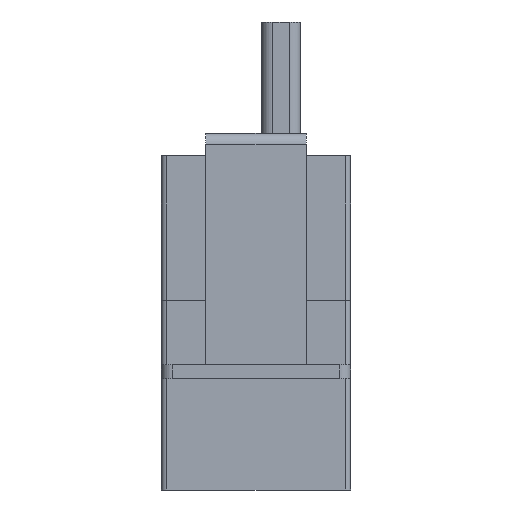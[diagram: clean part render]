
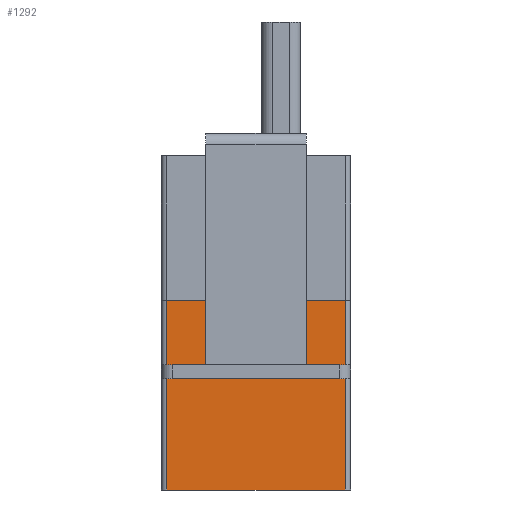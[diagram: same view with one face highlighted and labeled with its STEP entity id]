
A CAD part, front view. The second image highlights one B-rep face of the part: STEP entity #1292.
In plain terms, the highlighted planar face has unit normal (0, -1, 0).
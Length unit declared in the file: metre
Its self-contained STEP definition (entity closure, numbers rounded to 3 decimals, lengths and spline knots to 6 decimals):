
#400=ORIENTED_EDGE('',*,*,#645,.T.);
#401=ORIENTED_EDGE('',*,*,#646,.T.);
#402=ORIENTED_EDGE('',*,*,#640,.T.);
#403=ORIENTED_EDGE('',*,*,#647,.T.);
#640=EDGE_CURVE('',#775,#774,#901,.T.);
#645=EDGE_CURVE('',#778,#779,#905,.T.);
#646=EDGE_CURVE('',#779,#775,#906,.T.);
#647=EDGE_CURVE('',#774,#778,#907,.F.);
#774=VERTEX_POINT('',#2161);
#775=VERTEX_POINT('',#2163);
#778=VERTEX_POINT('',#2173);
#779=VERTEX_POINT('',#2174);
#901=LINE('',#2162,#1029);
#905=LINE('',#2172,#1033);
#906=LINE('',#2175,#1034);
#907=LINE('',#2176,#1035);
#1029=VECTOR('',#1764,1.);
#1033=VECTOR('',#1774,1.);
#1034=VECTOR('',#1775,1.);
#1035=VECTOR('',#1776,1.);
#1102=EDGE_LOOP('',(#400,#401,#402,#403));
#1184=FACE_BOUND('',#1102,.T.);
#1236=PLANE('',#1421);
#1292=ADVANCED_FACE('',(#1184),#1236,.T.);
#1421=AXIS2_PLACEMENT_3D('',#2171,#1772,#1773);
#1764=DIRECTION('',(-1.,0.,0.));
#1772=DIRECTION('',(0.,-1.,0.));
#1773=DIRECTION('',(0.,0.,-1.));
#1774=DIRECTION('',(1.,0.,0.));
#1775=DIRECTION('',(0.,0.,1.));
#1776=DIRECTION('',(0.,0.,1.));
#2161=CARTESIAN_POINT('',(-0.008,-0.00175,0.007));
#2162=CARTESIAN_POINT('',(0.,-0.00175,0.007));
#2163=CARTESIAN_POINT('',(0.008,-0.00175,0.007));
#2171=CARTESIAN_POINT('',(0.,-0.00175,-0.01));
#2172=CARTESIAN_POINT('',(0.,-0.00175,-0.01));
#2173=CARTESIAN_POINT('',(-0.008,-0.00175,-0.01));
#2174=CARTESIAN_POINT('',(0.008,-0.00175,-0.01));
#2175=CARTESIAN_POINT('',(0.008,-0.00175,-0.01));
#2176=CARTESIAN_POINT('',(-0.008,-0.00175,-0.01));
